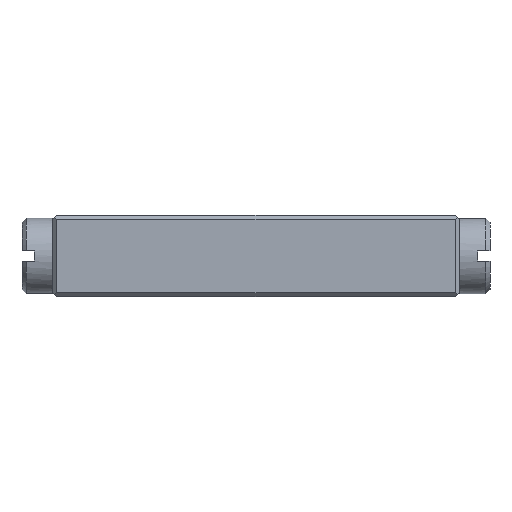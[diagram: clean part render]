
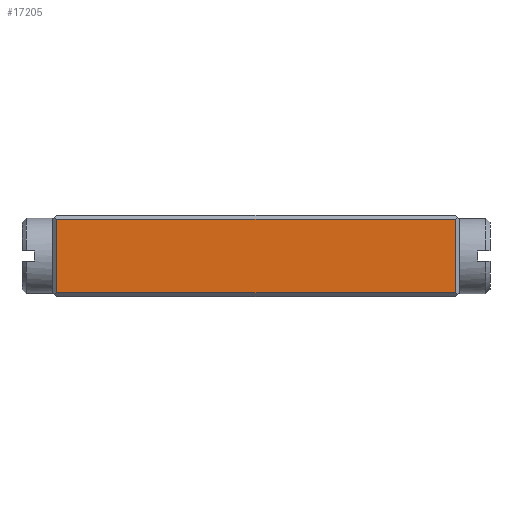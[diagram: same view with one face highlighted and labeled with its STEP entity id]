
A CAD part, front view. The second image highlights one B-rep face of the part: STEP entity #17205.
In plain terms, the highlighted planar face has unit normal (0, -1, 0).
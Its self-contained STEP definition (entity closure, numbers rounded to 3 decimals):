
#4814=LINE('',#54521,#7818);
#4815=LINE('',#54524,#7819);
#4816=LINE('',#54526,#7820);
#4817=LINE('',#54528,#7821);
#7818=VECTOR('',#42558,1.);
#7819=VECTOR('',#42559,1.);
#7820=VECTOR('',#42560,1.);
#7821=VECTOR('',#42561,1.);
#17205=ADVANCED_FACE('',(#19691),#18388,.T.);
#18388=PLANE('',#37588);
#19691=FACE_OUTER_BOUND('',#21440,.T.);
#21440=EDGE_LOOP('',(#28185,#28186,#28187,#28188));
#28185=ORIENTED_EDGE('',*,*,#35693,.T.);
#28186=ORIENTED_EDGE('',*,*,#35694,.T.);
#28187=ORIENTED_EDGE('',*,*,#35695,.T.);
#28188=ORIENTED_EDGE('',*,*,#35696,.T.);
#32037=VERTEX_POINT('',#54522);
#32038=VERTEX_POINT('',#54523);
#32039=VERTEX_POINT('',#54525);
#32040=VERTEX_POINT('',#54527);
#35693=EDGE_CURVE('',#32037,#32038,#4814,.T.);
#35694=EDGE_CURVE('',#32038,#32039,#4815,.T.);
#35695=EDGE_CURVE('',#32039,#32040,#4816,.T.);
#35696=EDGE_CURVE('',#32040,#32037,#4817,.T.);
#37588=AXIS2_PLACEMENT_3D('',#54529,#42562,#42563);
#42558=DIRECTION('',(1.,0.,0.));
#42559=DIRECTION('',(0.,0.,1.));
#42560=DIRECTION('',(-1.,0.,0.));
#42561=DIRECTION('',(0.,0.,-1.));
#42562=DIRECTION('',(0.,-1.,0.));
#42563=DIRECTION('',(0.,0.,1.));
#54521=CARTESIAN_POINT('',(10.,-3.95,0.15));
#54522=CARTESIAN_POINT('',(0.2,-3.95,0.15));
#54523=CARTESIAN_POINT('',(19.8,-3.95,0.15));
#54524=CARTESIAN_POINT('',(19.8,-3.95,-0.05));
#54525=CARTESIAN_POINT('',(19.8,-3.95,3.75));
#54526=CARTESIAN_POINT('',(10.,-3.95,3.75));
#54527=CARTESIAN_POINT('',(0.2,-3.95,3.75));
#54528=CARTESIAN_POINT('',(0.2,-3.95,-0.05));
#54529=CARTESIAN_POINT('',(10.,-3.95,-0.05));
